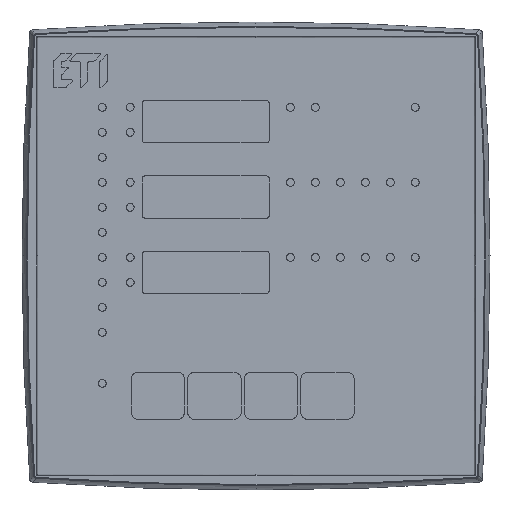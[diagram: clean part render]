
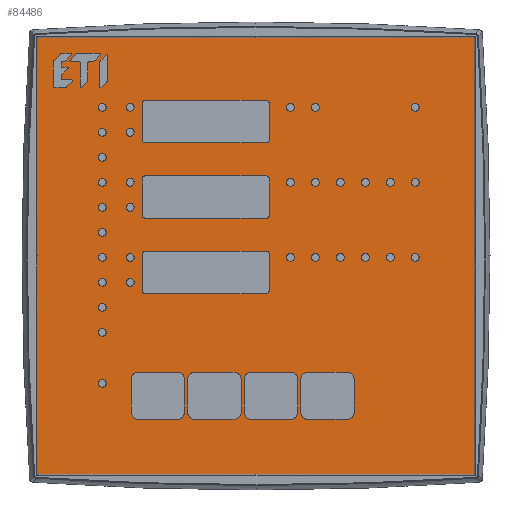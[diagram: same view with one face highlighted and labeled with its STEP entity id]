
A CAD part, top view. The second image highlights one B-rep face of the part: STEP entity #84486.
In plain terms, the highlighted face is planar.
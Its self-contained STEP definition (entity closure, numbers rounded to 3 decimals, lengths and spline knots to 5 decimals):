
#84264=DIRECTION('',(1.,0.,0.));
#84265=VECTOR('',#84264,0.13902);
#84266=CARTESIAN_POINT('',(-0.06951,-0.0017,-0.06951));
#84267=LINE('',#84266,#84265);
#84278=DIRECTION('',(0.,0.,-1.));
#84279=VECTOR('',#84278,0.13902);
#84280=CARTESIAN_POINT('',(-0.06951,-0.0017,0.06951));
#84281=LINE('',#84280,#84279);
#84299=DIRECTION('',(-1.,0.,0.));
#84300=VECTOR('',#84299,0.13902);
#84301=CARTESIAN_POINT('',(0.06951,-0.0017,0.06951));
#84302=LINE('',#84301,#84300);
#84320=DIRECTION('',(0.,0.,1.));
#84321=VECTOR('',#84320,0.13902);
#84322=CARTESIAN_POINT('',(0.06951,-0.0017,-0.06951));
#84323=LINE('',#84322,#84321);
#84333=CARTESIAN_POINT('',(0.06951,-0.0017,-0.06951));
#84334=CARTESIAN_POINT('',(0.06951,-0.0017,0.06951));
#84335=VERTEX_POINT('',#84333);
#84336=VERTEX_POINT('',#84334);
#84339=CARTESIAN_POINT('',(-0.06951,-0.0017,-0.06951));
#84340=VERTEX_POINT('',#84339);
#84341=CARTESIAN_POINT('',(-0.06951,-0.0017,0.06951));
#84342=VERTEX_POINT('',#84341);
#84475=CARTESIAN_POINT('',(-0.06951,-0.0017,-0.06951));
#84476=DIRECTION('',(0.,1.,0.));
#84477=DIRECTION('',(0.,0.,1.));
#84478=AXIS2_PLACEMENT_3D('',#84475,#84476,#84477);
#84479=PLANE('',#84478);
#84480=ORIENTED_EDGE('',*,*,#84458,.T.);
#84481=ORIENTED_EDGE('',*,*,#84433,.T.);
#84482=ORIENTED_EDGE('',*,*,#84407,.T.);
#84483=ORIENTED_EDGE('',*,*,#84381,.T.);
#84484=EDGE_LOOP('',(#84480,#84481,#84482,#84483));
#84485=FACE_OUTER_BOUND('',#84484,.F.);
#84381=EDGE_CURVE('',#84340,#84335,#84267,.T.);
#84407=EDGE_CURVE('',#84342,#84340,#84281,.T.);
#84433=EDGE_CURVE('',#84336,#84342,#84302,.T.);
#84458=EDGE_CURVE('',#84335,#84336,#84323,.T.);
#84486=ADVANCED_FACE('',(#84485),#84479,.T.);
